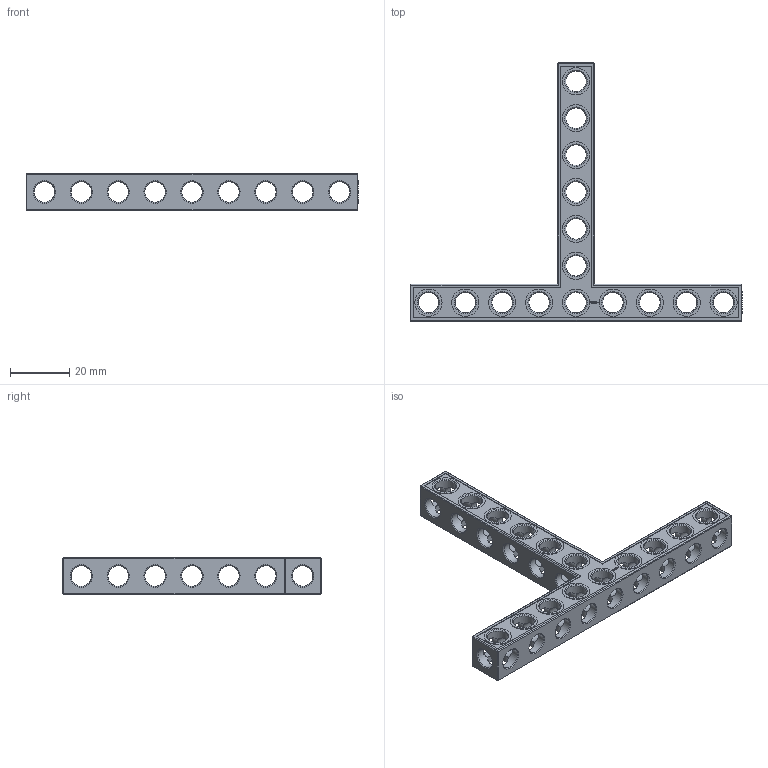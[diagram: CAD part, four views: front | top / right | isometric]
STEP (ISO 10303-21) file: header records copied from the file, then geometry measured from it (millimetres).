
FILE_DESCRIPTION(('FreeCAD Model'),'2;1');
FILE_NAME('Open CASCADE Shape Model','2022-01-27T22:57:07',( 'Paulo Kiefe'),('STEMFIE.org'),'Open CASCADE STEP processor 7.4', 'FreeCAD','Unknown');
FILE_SCHEMA(('AUTOMOTIVE_DESIGN { 1 0 10303 214 1 1 1 1 }'));
Products named in the file (1): Beam_TSH_SYM_ESS_BU09x07x01_-_SPN-BEM-1062_(stemfie.org)
Bounding box: 112.5 x 87.5 x 12.5 mm (x, y, z)
Volume: 14653.1 mm3; surface area: 13214.9 mm2
Topology: 1 solids, 1 shells, 698 faces, 2061 edges, 1353 vertices
Faces by surface type: plane 389, extrusion 156, cylinder 91, cone 62
Full cylindrical faces by diameter (mm): 6.98 x10, 7 x66, 9.2 x15
Entity records: 74578 total; most frequent: CARTESIAN_POINT 35872, DIRECTION 6213, VECTOR 4386, LINE 4230, ORIENTED_EDGE 4122, PCURVE 4122, DEFINITIONAL_REPRESENTATION 4122, EDGE_CURVE 2061
